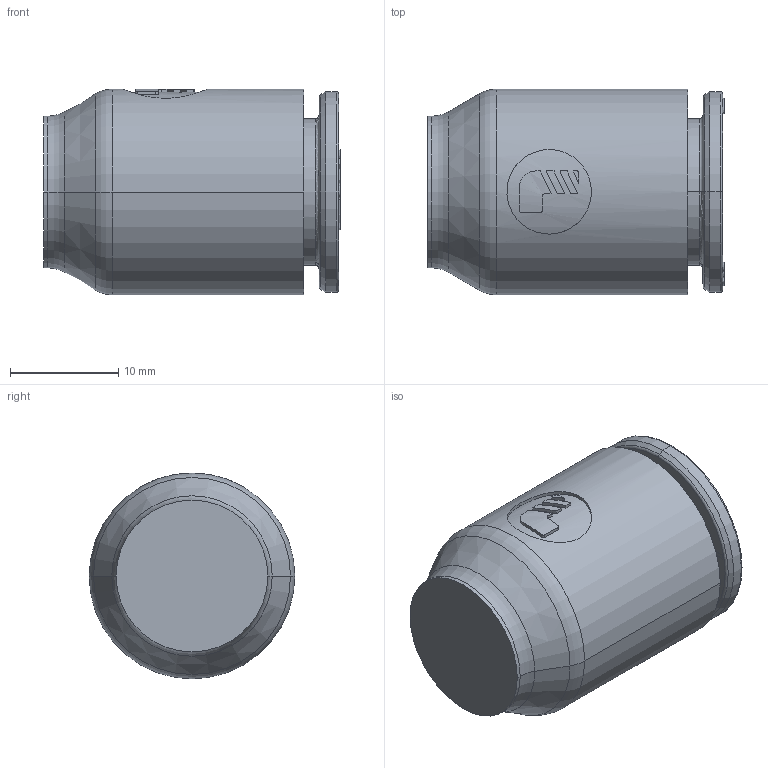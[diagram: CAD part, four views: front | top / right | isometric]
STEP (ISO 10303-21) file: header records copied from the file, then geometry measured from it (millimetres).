
FILE_DESCRIPTION(('STEP AP214'),'1');
FILE_NAME('6851_12_00.stp','2016-07-07T14:45:20',('TraceParts'),('TraceParts S.A.'),'Spatial InterOp 3D',' ',' ');
FILE_SCHEMA(('automotive_design'));
Length unit declared in the file: millimetre
Products named in the file (6): V851-12-00_ASM|Next assembly relationship#44112-19_ASM|Next assembly relationship#44112-21_ASM|Next assembly relationship#44112-32;44112-32; V851-12-00_ASM|Next assembly relationship#44112-19_ASM|Next assembly relationship#44112-21_ASM|Next assembly relationship#44112-30;44112-30; V851-12-00_ASM|Next assembly relationship#44112-19_ASM|Next assembly relationship#44112-21_ASM|Next assembly relationship#44112;44112; V851-12-00_ASM|Next assembly relationship#44112-19_ASM|Next assembly relationship#44112-40;44112-40; V851-12-00_ASM|Next assembly relationship#44522-50;44522-50; V851-12-00_ASM|Next assembly relationship#44112-11-10-ASM;44112-11-10-ASM
Bounding box: 27.35 x 18.98 x 18.98 mm (x, y, z)
Volume: 3991.6 mm3; surface area: 6196.7 mm2
Topology: 6 solids, 6 shells, 634 faces, 1585 edges, 984 vertices
Faces by surface type: plane 239, cylinder 114, torus 101, bspline 90, cone 88, sphere 2
Entity records: 23910 total; most frequent: CARTESIAN_POINT 9112, ORIENTED_EDGE 3166, DIRECTION 2905, EDGE_CURVE 1583, AXIS2_PLACEMENT_3D 1024, VERTEX_POINT 984, LINE 857, VECTOR 857
